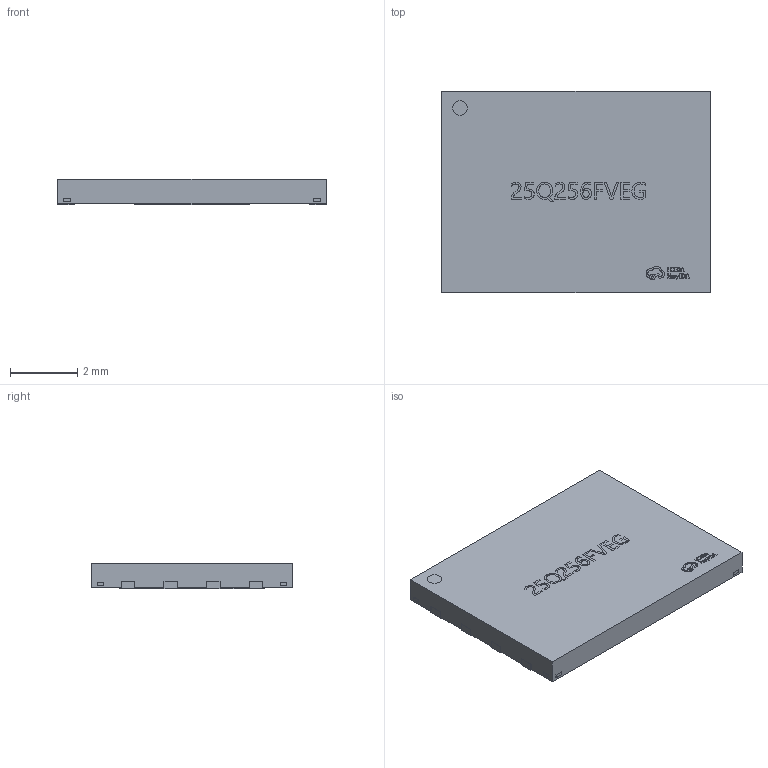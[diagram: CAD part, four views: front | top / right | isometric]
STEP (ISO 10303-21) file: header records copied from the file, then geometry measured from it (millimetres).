
FILE_DESCRIPTION (( 'STEP AP214' ), '1' );
FILE_NAME ('WSON-8_L8.0-W6.0-P1.27-TL-EP.step', '2022-07-26T09:39:25', ( '' ), ( '' ), 'SwSTEP 2.0', 'SolidWorks 2020', '' );
FILE_SCHEMA (( 'AUTOMOTIVE_DESIGN' ));
Length unit declared in the file: millimetre
Products named in the file (1): WSON-8_L8.0-W6.0-P1.27-TL-EP
Bounding box: 8.02 x 6.02 x 0.75 mm (x, y, z)
Volume: 35.4 mm3; surface area: 117.4 mm2
Topology: 14 solids, 14 shells, 536 faces, 1437 edges, 958 vertices
Faces by surface type: plane 348, bspline 174, cylinder 14
Entity records: 27060 total; most frequent: CARTESIAN_POINT 8738, ORIENTED_EDGE 2874, DIRECTION 1839, EDGE_CURVE 1437, VECTOR 1057, LINE 1057, VERTEX_POINT 958, EDGE_LOOP 577
